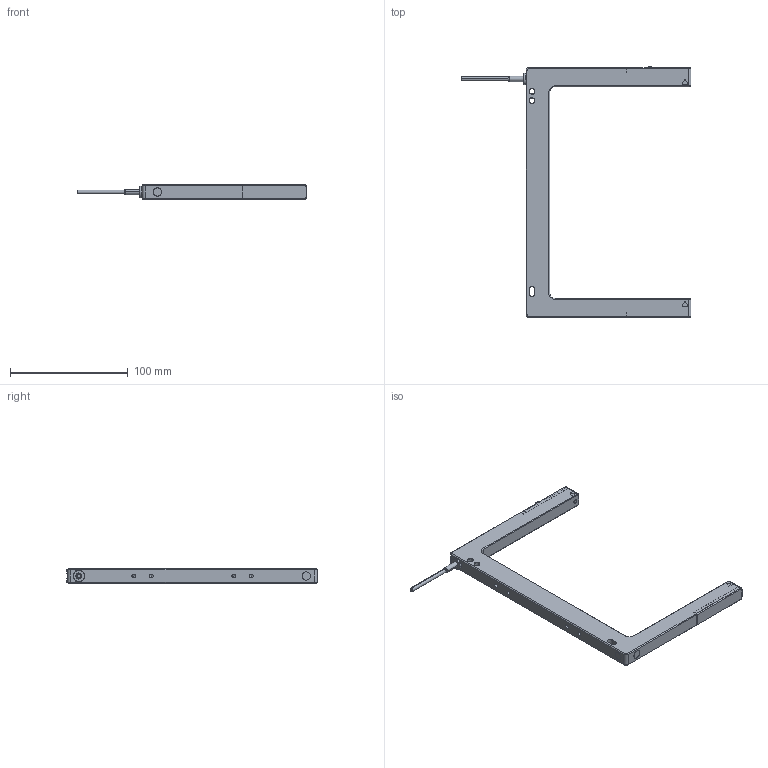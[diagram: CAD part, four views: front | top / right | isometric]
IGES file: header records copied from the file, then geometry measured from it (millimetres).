
Start section:  PTC IGES file: 137658.igs
Global section: file name: 137658.igs; native system: Pro/ENGINEER by Parametric Technology Corporation; preprocessor: 2009141; author: banengservice; organization: Unknown; date: 20100930.080036; units: inch
Bounding box: 195.25 x 213 x 12 mm (x, y, z)
Volume: 79167.3 mm3; surface area: 44859.5 mm2
Topology: 2 solids, 3 shells, 1027 faces, 2713 edges, 1709 vertices
Faces by surface type: bspline 549, revolution 478
